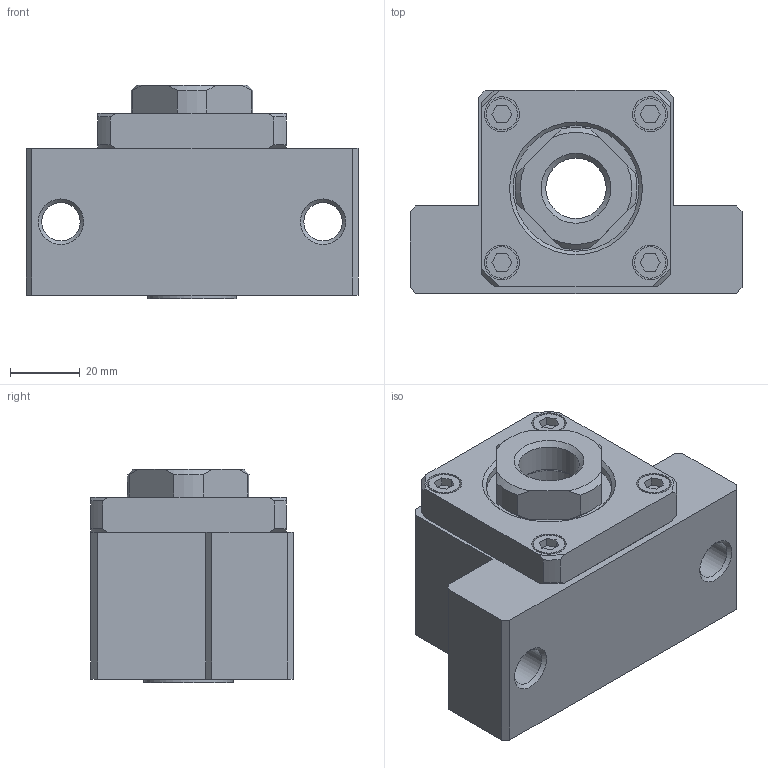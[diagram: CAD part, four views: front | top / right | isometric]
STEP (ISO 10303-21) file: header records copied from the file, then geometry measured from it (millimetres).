
FILE_DESCRIPTION( ( 'STEP AP203' ), ' ' );
FILE_NAME( 'EK_20Yes.stp', '2018-02-07T14:29:22', ( '' ), ( '' ), ' ', 'PARTsolutions', ' ' );
FILE_SCHEMA( ( 'CONFIG_CONTROL_DESIGN' ) );
Length unit declared in the file: millimetre
Products named in the file (3): EK 20Yes; _EK 20; _EK 20collar
Assembly tree (2 placements, depth 2):
  EK 20Yes
    _EK 20
    _EK 20collar
Bounding box: 95 x 58 x 61 mm (x, y, z)
Volume: 189413.7 mm3; surface area: 33097 mm2
Topology: 2 solids, 3 shells, 138 faces, 322 edges, 212 vertices
Faces by surface type: plane 84, cylinder 30, cone 23, torus 1
Full cylindrical faces by diameter (mm): 4 x2, 9 x4, 10 x4, 11 x2, 17.294 x1, 20 x2, 25.5 x2, 26 x1, 28 x1, 36 x1, 37 x1, 37.1 x1
Entity records: 3998 total; most frequent: CARTESIAN_POINT 824, DIRECTION 622, ORIENTED_EDGE 582, EDGE_CURVE 291, AXIS2_PLACEMENT_3D 227, VERTEX_POINT 211, EDGE_LOOP 198, LINE 168
